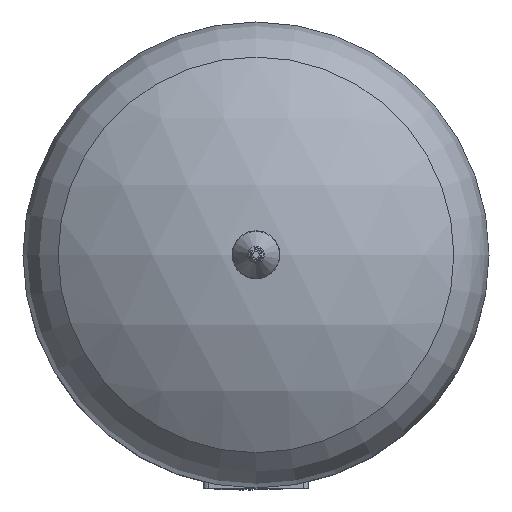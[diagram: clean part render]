
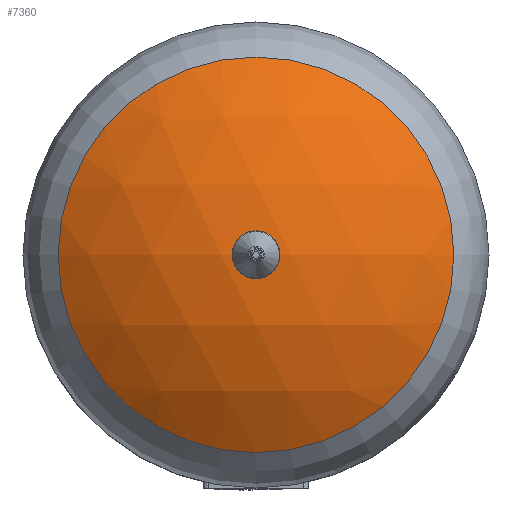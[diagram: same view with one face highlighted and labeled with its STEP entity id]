
A CAD part, top view. The second image highlights one B-rep face of the part: STEP entity #7360.
In plain terms, the highlighted spherical face has radius 302.5 mm.
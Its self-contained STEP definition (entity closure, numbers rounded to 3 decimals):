
#15=SPHERICAL_SURFACE('',#8055,302.5);
#703=FACE_OUTER_BOUND('',#1218,.T.);
#1218=EDGE_LOOP('',(#5966));
#1838=CIRCLE('',#8056,173.609);
#3557=VERTEX_POINT('',#12356);
#4429=EDGE_CURVE('',#3557,#3557,#1838,.T.);
#5966=ORIENTED_EDGE('',*,*,#4429,.F.);
#7360=ADVANCED_FACE('',(#703),#15,.T.);
#8055=AXIS2_PLACEMENT_3D('',#12355,#9714,#9715);
#8056=AXIS2_PLACEMENT_3D('',#12357,#9716,#9717);
#9714=DIRECTION('center_axis',(0.,-1.,0.));
#9715=DIRECTION('ref_axis',(-1.,0.,0.));
#9716=DIRECTION('center_axis',(0.,0.,
-1.));
#9717=DIRECTION('ref_axis',(1.,0.,0.));
#12355=CARTESIAN_POINT('Origin',(0.,0.,
283.5));
#12356=CARTESIAN_POINT('',(173.609,0.,531.222));
#12357=CARTESIAN_POINT('Origin',(0.,0.,
531.222));
